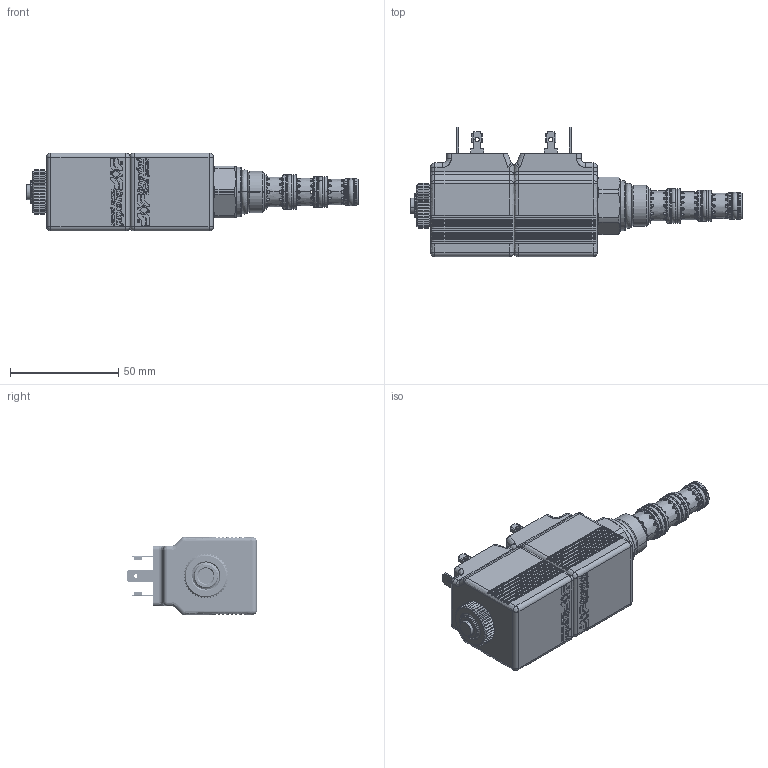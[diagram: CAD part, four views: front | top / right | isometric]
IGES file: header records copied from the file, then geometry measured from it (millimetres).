
Start section: SolidWorks IGES file using analytic representation for surfaces
Global section: file name: C4V0422-3F----1.igs; native system: SolidWorks 2014; preprocessor: SolidWorks 2014; author: serviziopdm; date: 161130.102026; units: millimetre
Bounding box: 153.3 x 59.8 x 36 mm (x, y, z)
Surface area: 42777.1 mm2 (no closed solid volume)
Topology: 0 solids, 0 shells, 2476 faces, 26634 edges, 26610 vertices
Faces by surface type: bspline 1489, revolution 987
